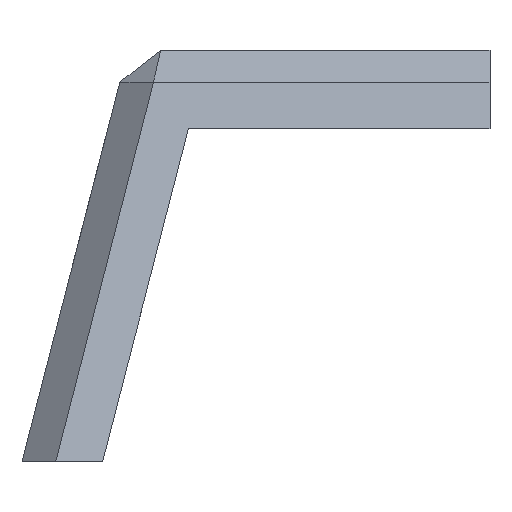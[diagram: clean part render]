
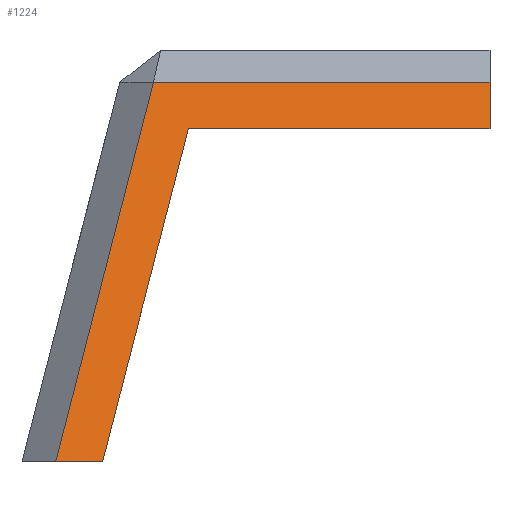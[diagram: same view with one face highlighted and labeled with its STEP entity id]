
A CAD part, top view. The second image highlights one B-rep face of the part: STEP entity #1224.
In plain terms, the highlighted planar face has unit normal (0, 0.249, 0.968).
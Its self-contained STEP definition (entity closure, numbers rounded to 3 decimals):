
#54=LINE('',#1747,#223);
#84=LINE('',#1808,#253);
#123=LINE('',#1884,#292);
#124=LINE('',#1885,#293);
#125=LINE('',#1887,#294);
#126=LINE('',#1888,#295);
#223=VECTOR('',#1413,1000.);
#253=VECTOR('',#1445,1000.);
#292=VECTOR('',#1504,1000.);
#293=VECTOR('',#1505,1000.);
#294=VECTOR('',#1506,1000.);
#295=VECTOR('',#1507,1000.);
#379=FACE_OUTER_BOUND('',#447,.T.);
#447=EDGE_LOOP('',(#923,#924,#925,#926,#927,#928));
#534=VERTEX_POINT('',#1744);
#535=VERTEX_POINT('',#1746);
#564=VERTEX_POINT('',#1805);
#565=VERTEX_POINT('',#1807);
#592=VERTEX_POINT('',#1883);
#593=VERTEX_POINT('',#1886);
#654=EDGE_CURVE('',#535,#534,#54,.T.);
#684=EDGE_CURVE('',#564,#565,#84,.T.);
#723=EDGE_CURVE('',#592,#534,#123,.T.);
#724=EDGE_CURVE('',#565,#592,#124,.T.);
#725=EDGE_CURVE('',#564,#593,#125,.T.);
#726=EDGE_CURVE('',#593,#535,#126,.T.);
#923=ORIENTED_EDGE('',*,*,#723,.F.);
#924=ORIENTED_EDGE('',*,*,#724,.F.);
#925=ORIENTED_EDGE('',*,*,#684,.F.);
#926=ORIENTED_EDGE('',*,*,#725,.T.);
#927=ORIENTED_EDGE('',*,*,#726,.T.);
#928=ORIENTED_EDGE('',*,*,#654,.T.);
#1157=PLANE('',#1299);
#1224=ADVANCED_FACE('',(#379),#1157,.F.);
#1299=AXIS2_PLACEMENT_3D('',#1882,#1502,#1503);
#1413=DIRECTION('',(1.,0.,0.));
#1445=DIRECTION('',(0.,-0.968,0.25));
#1502=DIRECTION('center_axis',(0.,-0.25,
-0.968));
#1503=DIRECTION('ref_axis',(0.,0.968,-0.25));
#1504=DIRECTION('',(-0.242,-0.94,0.242));
#1505=DIRECTION('',(-1.,0.,0.));
#1506=DIRECTION('',(-1.,0.,0.));
#1507=DIRECTION('',(-0.242,-0.94,0.242));
#1744=CARTESIAN_POINT('',(-197.452,597.253,-10.989));
#1746=CARTESIAN_POINT('',(-211.799,597.253,-10.989));
#1747=CARTESIAN_POINT('',(36.011,597.253,-10.989));
#1805=CARTESIAN_POINT('',(-79.072,713.225,-40.874));
#1807=CARTESIAN_POINT('',(-79.072,699.035,-37.218));
#1808=CARTESIAN_POINT('',(-79.072,534.436,5.198));
#1882=CARTESIAN_POINT('Origin',(43.275,534.436,5.198));
#1883=CARTESIAN_POINT('',(-171.224,699.035,-37.218));
#1884=CARTESIAN_POINT('',(-170.226,702.909,-38.216));
#1885=CARTESIAN_POINT('',(-79.072,699.035,-37.218));
#1886=CARTESIAN_POINT('',(-181.914,713.225,-40.874));
#1887=CARTESIAN_POINT('',(43.275,713.225,-40.874));
#1888=CARTESIAN_POINT('',(-212.085,596.142,-10.703));
